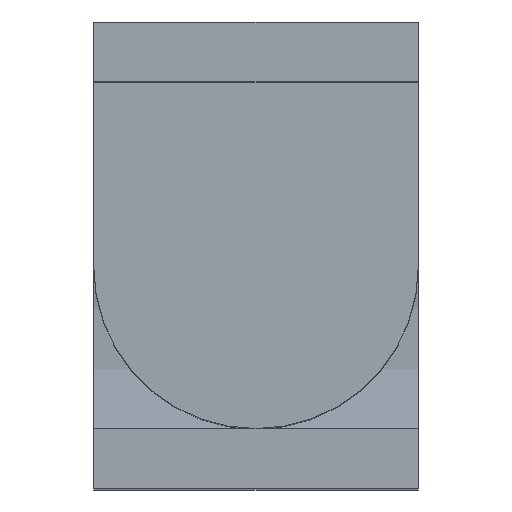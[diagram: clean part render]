
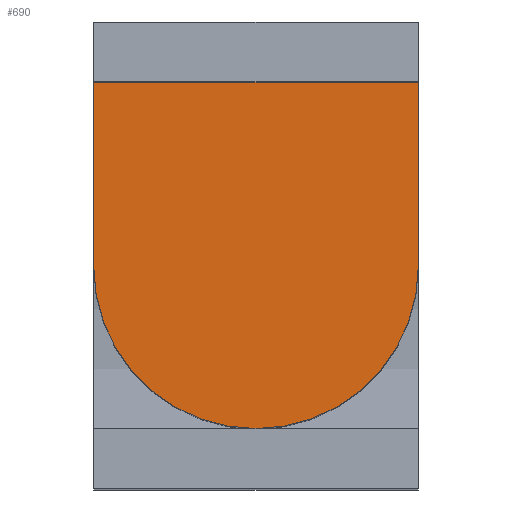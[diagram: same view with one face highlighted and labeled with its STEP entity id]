
A CAD part, top view. The second image highlights one B-rep face of the part: STEP entity #690.
In plain terms, the highlighted planar face has unit normal (0, 0, 1).
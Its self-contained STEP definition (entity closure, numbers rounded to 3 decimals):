
#42=PLANE('',#817);
#84=FACE_OUTER_BOUND('',#124,.T.);
#124=EDGE_LOOP('',(#541,#542,#543,#544));
#176=LINE('',#1138,#244);
#182=LINE('',#1154,#250);
#183=LINE('',#1155,#251);
#244=VECTOR('',#926,1.);
#250=VECTOR('',#944,1.);
#251=VECTOR('',#945,1.);
#306=CIRCLE('',#816,6.);
#345=VERTEX_POINT('',#1135);
#346=VERTEX_POINT('',#1137);
#349=VERTEX_POINT('',#1149);
#350=VERTEX_POINT('',#1153);
#416=EDGE_CURVE('',#345,#346,#176,.T.);
#422=EDGE_CURVE('',#346,#349,#306,.T.);
#424=EDGE_CURVE('',#350,#345,#182,.T.);
#425=EDGE_CURVE('',#349,#350,#183,.T.);
#541=ORIENTED_EDGE('',*,*,#424,.F.);
#542=ORIENTED_EDGE('',*,*,#425,.F.);
#543=ORIENTED_EDGE('',*,*,#422,.F.);
#544=ORIENTED_EDGE('',*,*,#416,.F.);
#690=ADVANCED_FACE('',(#84),#42,.T.);
#816=AXIS2_PLACEMENT_3D('',#1150,#939,#940);
#817=AXIS2_PLACEMENT_3D('',#1152,#942,#943);
#926=DIRECTION('',(0.,-1.,0.));
#939=DIRECTION('center_axis',(0.,0.,-1.));
#940=DIRECTION('ref_axis',(-1.,0.,0.));
#942=DIRECTION('center_axis',(0.,0.,1.));
#943=DIRECTION('ref_axis',(-1.,0.,0.));
#944=DIRECTION('',(1.,0.,0.));
#945=DIRECTION('',(0.,1.,0.));
#1135=CARTESIAN_POINT('',(6.,-2.2,48.95));
#1137=CARTESIAN_POINT('',(6.,-9.,48.95));
#1138=CARTESIAN_POINT('',(6.,0.,48.95));
#1149=CARTESIAN_POINT('',(-6.,-9.,48.95));
#1150=CARTESIAN_POINT('Origin',(0.,-9.,48.95));
#1152=CARTESIAN_POINT('Origin',(0.,-6.46,
48.95));
#1153=CARTESIAN_POINT('',(-6.,-2.2,48.95));
#1154=CARTESIAN_POINT('',(0.,-2.2,48.95));
#1155=CARTESIAN_POINT('',(-6.,-9.,48.95));
